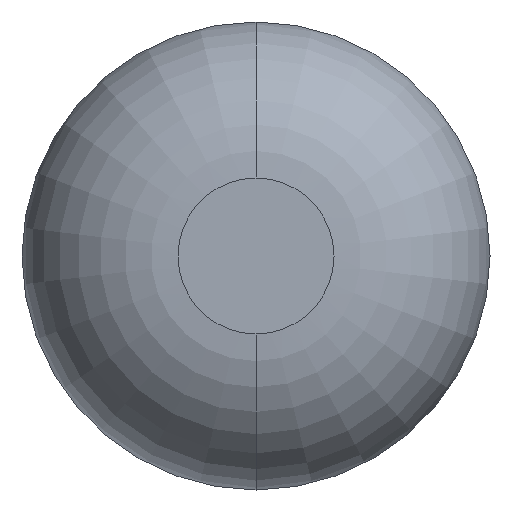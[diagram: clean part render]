
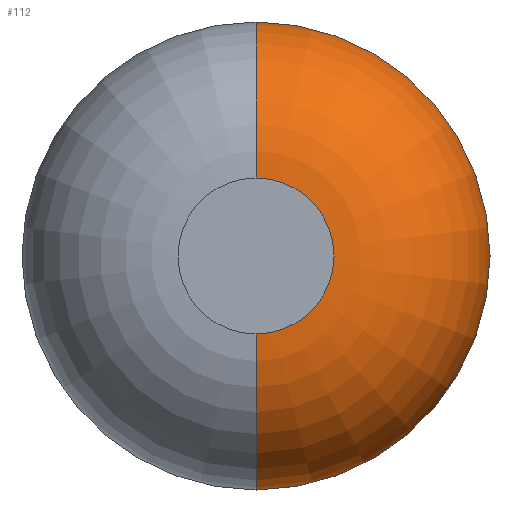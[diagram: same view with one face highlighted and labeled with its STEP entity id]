
A CAD part, front view. The second image highlights one B-rep face of the part: STEP entity #112.
In plain terms, the highlighted toroidal (fillet/blend) face has major radius 1.587 mm and minor radius 3.175 mm.
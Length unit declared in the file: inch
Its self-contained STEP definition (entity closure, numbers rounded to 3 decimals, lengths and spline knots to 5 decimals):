
#9 = DIRECTION ( 'NONE',  ( 0., -1., 0. ) ) ;
#20 = ORIENTED_EDGE ( 'NONE', *, *, #387, .T. ) ;
#30 = AXIS2_PLACEMENT_3D ( 'NONE', #149, #204, #260 ) ;
#35 = EDGE_CURVE ( 'NONE', #196, #242, #262, .T. ) ;
#44 = DIRECTION ( 'NONE',  ( 0., 0., -1. ) ) ;
#55 = TOROIDAL_SURFACE ( 'NONE', #228, 0.0625, 0.125 ) ;
#63 = ORIENTED_EDGE ( 'NONE', *, *, #68, .F. ) ;
#68 = EDGE_CURVE ( 'NONE', #242, #141, #146, .T. ) ;
#83 = CARTESIAN_POINT ( 'NONE',  ( 0., 0.125, 0.0625 ) ) ;
#89 = AXIS2_PLACEMENT_3D ( 'NONE', #83, #353, #237 ) ;
#91 = CARTESIAN_POINT ( 'NONE',  ( 0., 0.125, 0.1875 ) ) ;
#98 = CIRCLE ( 'NONE', #89, 0.125 ) ;
#102 = AXIS2_PLACEMENT_3D ( 'NONE', #121, #240, #359 ) ;
#107 = ORIENTED_EDGE ( 'NONE', *, *, #214, .T. ) ;
#109 = AXIS2_PLACEMENT_3D ( 'NONE', #253, #9, #135 ) ;
#112 = ADVANCED_FACE ( 'NONE', ( #267 ), #55, .T. ) ;
#121 = CARTESIAN_POINT ( 'NONE',  ( 0., 0., 0. ) ) ;
#134 = CARTESIAN_POINT ( 'NONE',  ( 0., 0.125, 0. ) ) ;
#135 = DIRECTION ( 'NONE',  ( 0., 0., -1. ) ) ;
#141 = VERTEX_POINT ( 'NONE', #169 ) ;
#142 = ORIENTED_EDGE ( 'NONE', *, *, #35, .F. ) ;
#146 = CIRCLE ( 'NONE', #102, 0.0625 ) ;
#149 = CARTESIAN_POINT ( 'NONE',  ( 0., 0.125, -0.0625 ) ) ;
#169 = CARTESIAN_POINT ( 'NONE',  ( 0., 0., 0.0625 ) ) ;
#193 = CIRCLE ( 'NONE', #109, 0.1875 ) ;
#196 = VERTEX_POINT ( 'NONE', #249 ) ;
#204 = DIRECTION ( 'NONE',  ( -1., 0., 0. ) ) ;
#214 = EDGE_CURVE ( 'NONE', #319, #141, #98, .T. ) ;
#228 = AXIS2_PLACEMENT_3D ( 'NONE', #134, #304, #44 ) ;
#237 = DIRECTION ( 'NONE',  ( 0., 0., -1. ) ) ;
#240 = DIRECTION ( 'NONE',  ( 0., -1., 0. ) ) ;
#242 = VERTEX_POINT ( 'NONE', #297 ) ;
#249 = CARTESIAN_POINT ( 'NONE',  ( 0., 0.125, -0.1875 ) ) ;
#253 = CARTESIAN_POINT ( 'NONE',  ( 0., 0.125, 0. ) ) ;
#260 = DIRECTION ( 'NONE',  ( 0., 0., 1. ) ) ;
#262 = CIRCLE ( 'NONE', #30, 0.125 ) ;
#267 = FACE_OUTER_BOUND ( 'NONE', #300, .T. ) ;
#297 = CARTESIAN_POINT ( 'NONE',  ( 0., 0., -0.0625 ) ) ;
#300 = EDGE_LOOP ( 'NONE', ( #20, #107, #63, #142 ) ) ;
#304 = DIRECTION ( 'NONE',  ( 0., -1., 0. ) ) ;
#319 = VERTEX_POINT ( 'NONE', #91 ) ;
#353 = DIRECTION ( 'NONE',  ( 1., 0., 0. ) ) ;
#359 = DIRECTION ( 'NONE',  ( 0., 0., -1. ) ) ;
#387 = EDGE_CURVE ( 'NONE', #196, #319, #193, .T. ) ;
